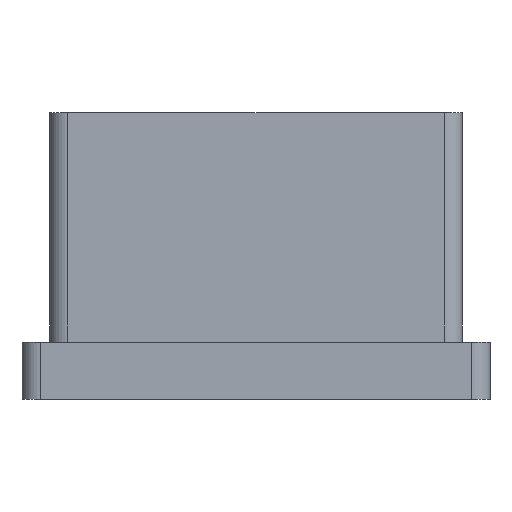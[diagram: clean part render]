
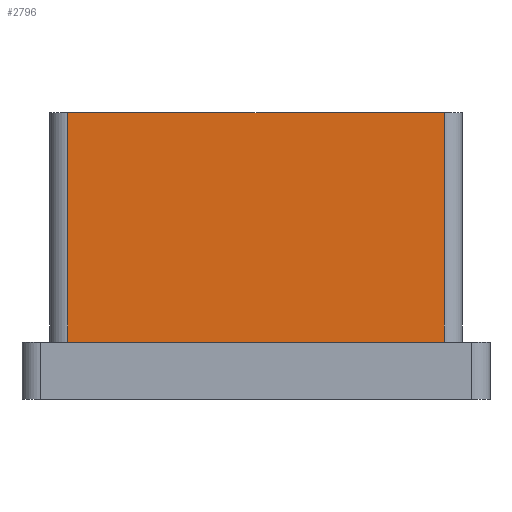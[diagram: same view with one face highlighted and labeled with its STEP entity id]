
A CAD part, left-side view. The second image highlights one B-rep face of the part: STEP entity #2796.
In plain terms, the highlighted planar face has unit normal (-1, 0, 0).
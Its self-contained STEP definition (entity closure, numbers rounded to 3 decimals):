
#180=PLANE('',#3027);
#276=FACE_OUTER_BOUND('',#448,.T.);
#448=EDGE_LOOP('',(#2058,#2059,#2060,#2061));
#662=LINE('',#4016,#933);
#663=LINE('',#4018,#934);
#664=LINE('',#4020,#935);
#665=LINE('',#4021,#936);
#933=VECTOR('',#3368,10.414);
#934=VECTOR('',#3369,6.35);
#935=VECTOR('',#3370,10.414);
#936=VECTOR('',#3371,6.35);
#1291=VERTEX_POINT('',#4014);
#1292=VERTEX_POINT('',#4015);
#1293=VERTEX_POINT('',#4017);
#1294=VERTEX_POINT('',#4019);
#1587=EDGE_CURVE('',#1291,#1292,#662,.T.);
#1588=EDGE_CURVE('',#1292,#1293,#663,.T.);
#1589=EDGE_CURVE('',#1294,#1293,#664,.T.);
#1590=EDGE_CURVE('',#1294,#1291,#665,.T.);
#2058=ORIENTED_EDGE('',*,*,#1587,.T.);
#2059=ORIENTED_EDGE('',*,*,#1588,.T.);
#2060=ORIENTED_EDGE('',*,*,#1589,.F.);
#2061=ORIENTED_EDGE('',*,*,#1590,.T.);
#2796=ADVANCED_FACE('',(#276),#180,.T.);
#3027=AXIS2_PLACEMENT_3D('',#4013,#3366,#3367);
#3366=DIRECTION('center_axis',(-1.,0.,0.));
#3367=DIRECTION('ref_axis',(0.,-1.,0.));
#3368=DIRECTION('',(0.,-1.,0.));
#3369=DIRECTION('',(0.,0.,1.));
#3370=DIRECTION('',(0.,-1.,0.));
#3371=DIRECTION('',(0.,0.,-1.));
#4013=CARTESIAN_POINT('Origin',(-5.715,5.715,-4.572));
#4014=CARTESIAN_POINT('',(-5.715,5.207,-4.572));
#4015=CARTESIAN_POINT('',(-5.715,-5.207,-4.572));
#4016=CARTESIAN_POINT('',(-5.715,5.207,-4.572));
#4017=CARTESIAN_POINT('',(-5.715,-5.207,1.778));
#4018=CARTESIAN_POINT('',(-5.715,-5.207,-4.572));
#4019=CARTESIAN_POINT('',(-5.715,5.207,1.778));
#4020=CARTESIAN_POINT('',(-5.715,5.207,1.778));
#4021=CARTESIAN_POINT('',(-5.715,5.207,1.778));
